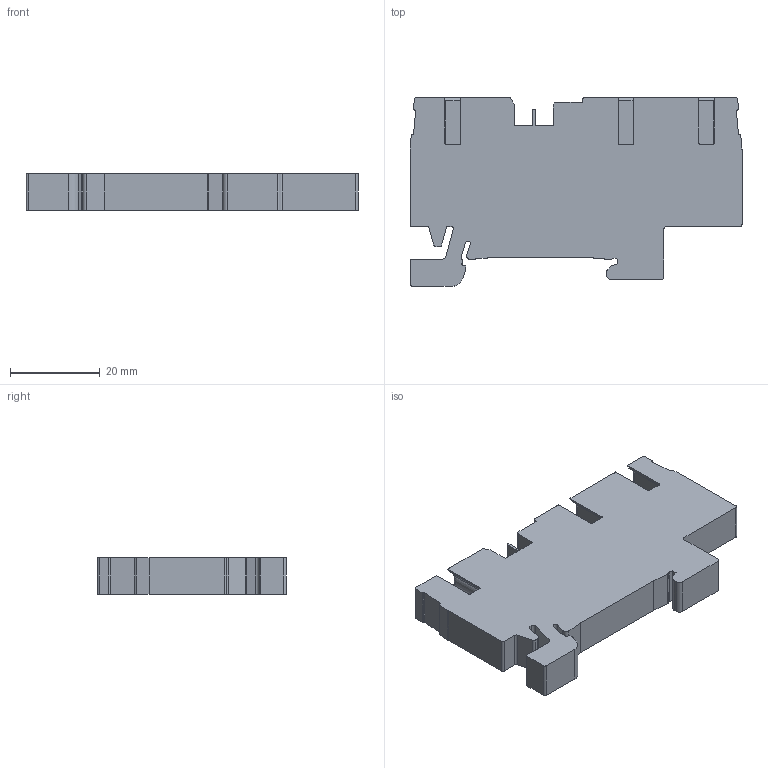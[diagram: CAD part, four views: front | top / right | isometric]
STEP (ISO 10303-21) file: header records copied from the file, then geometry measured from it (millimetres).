
FILE_DESCRIPTION((''),'2;1');
FILE_NAME('PRK6_ISO_3A','2019-09-20T',('Christian Carl'),(''),'CREO PARAMETRIC BY PTC INC, 2016380','CREO PARAMETRIC BY PTC INC, 2016380','');
FILE_SCHEMA(('CONFIG_CONTROL_DESIGN'));
Length unit declared in the file: millimetre
Products named in the file (1): PRK6_ISO_3A
Bounding box: 74.05 x 42 x 8.1 mm (x, y, z)
Volume: 16800.7 mm3; surface area: 9731.8 mm2
Topology: 1 solids, 1 shells, 290 faces, 810 edges, 529 vertices
Faces by surface type: plane 170, cylinder 99, cone 21
Entity records: 9369 total; most frequent: CARTESIAN_POINT 1680, ORIENTED_EDGE 1620, DIRECTION 1606, EDGE_CURVE 810, VECTOR 582, LINE 582, VERTEX_POINT 529, AXIS2_PLACEMENT_3D 512
